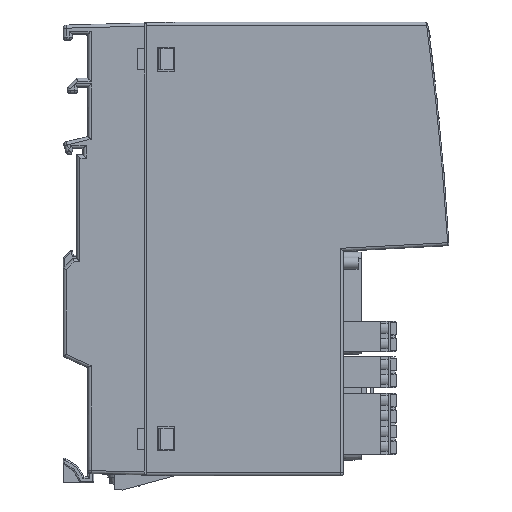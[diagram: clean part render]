
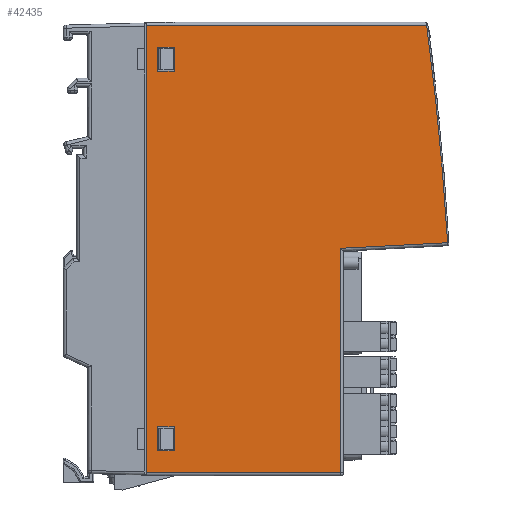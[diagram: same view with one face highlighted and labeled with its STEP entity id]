
A CAD part, left-side view. The second image highlights one B-rep face of the part: STEP entity #42435.
In plain terms, the highlighted planar face has unit normal (-1, 0, 0).
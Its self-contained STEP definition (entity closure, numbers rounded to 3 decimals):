
#26657=LINE('',#102678,#33261);
#26659=LINE('',#102686,#33263);
#26661=LINE('',#102696,#33265);
#26677=LINE('',#102754,#33281);
#27096=LINE('',#104313,#33703);
#27099=LINE('',#104319,#33706);
#27101=LINE('',#104323,#33708);
#27103=LINE('',#104327,#33710);
#27108=LINE('',#104338,#33715);
#27111=LINE('',#104344,#33718);
#27113=LINE('',#104348,#33720);
#27115=LINE('',#104352,#33722);
#28927=LINE('',#108703,#35534);
#33261=VECTOR('',#86274,1.);
#33263=VECTOR('',#86282,1.);
#33265=VECTOR('',#86294,1.);
#33281=VECTOR('',#86358,1.);
#33703=VECTOR('',#87374,1.);
#33706=VECTOR('',#87379,1.);
#33708=VECTOR('',#87383,1.);
#33710=VECTOR('',#87387,1.);
#33715=VECTOR('',#87396,1.);
#33718=VECTOR('',#87401,1.);
#33720=VECTOR('',#87405,1.);
#33722=VECTOR('',#87409,1.);
#35534=VECTOR('',#91201,1.);
#39846=PLANE('',#81630);
#42435=ADVANCED_FACE('NONE',(#43975,#43976,#43977),#39846,.T.);
#43975=FACE_BOUND('',#46040,.T.);
#43976=FACE_BOUND('',#46041,.T.);
#43977=FACE_BOUND('',#46042,.T.);
#46040=EDGE_LOOP('',(#55297,#55298,#55299,#55300,#55301,#55302));
#46041=EDGE_LOOP('',(#55303,#55304,#55305,#55306));
#46042=EDGE_LOOP('',(#55307,#55308,#55309,#55310));
#55297=ORIENTED_EDGE('',*,*,#70913,.T.);
#55298=ORIENTED_EDGE('',*,*,#70894,.T.);
#55299=ORIENTED_EDGE('',*,*,#70952,.T.);
#55300=ORIENTED_EDGE('',*,*,#73664,.F.);
#55301=ORIENTED_EDGE('',*,*,#70922,.T.);
#55302=ORIENTED_EDGE('',*,*,#70917,.T.);
#55303=ORIENTED_EDGE('',*,*,#71505,.F.);
#55304=ORIENTED_EDGE('',*,*,#71503,.F.);
#55305=ORIENTED_EDGE('',*,*,#71501,.F.);
#55306=ORIENTED_EDGE('',*,*,#71498,.F.);
#55307=ORIENTED_EDGE('',*,*,#71493,.F.);
#55308=ORIENTED_EDGE('',*,*,#71491,.F.);
#55309=ORIENTED_EDGE('',*,*,#71489,.F.);
#55310=ORIENTED_EDGE('',*,*,#71486,.F.);
#64153=VERTEX_POINT('',#102454);
#64155=VERTEX_POINT('',#102474);
#64169=VERTEX_POINT('',#102679);
#64170=VERTEX_POINT('',#102683);
#64175=VERTEX_POINT('',#102697);
#64192=VERTEX_POINT('',#102753);
#64531=VERTEX_POINT('',#104314);
#64532=VERTEX_POINT('',#104315);
#64533=VERTEX_POINT('',#104320);
#64534=VERTEX_POINT('',#104324);
#64539=VERTEX_POINT('',#104339);
#64540=VERTEX_POINT('',#104340);
#64541=VERTEX_POINT('',#104345);
#64542=VERTEX_POINT('',#104349);
#70894=EDGE_CURVE('NONE',#64155,#64153,#78272,.T.);
#70913=EDGE_CURVE('NONE',#64169,#64155,#26657,.T.);
#70917=EDGE_CURVE('NONE',#64170,#64169,#26659,.T.);
#70922=EDGE_CURVE('NONE',#64175,#64170,#26661,.T.);
#70952=EDGE_CURVE('NONE',#64153,#64192,#26677,.T.);
#71486=EDGE_CURVE('NONE',#64531,#64532,#27096,.T.);
#71489=EDGE_CURVE('NONE',#64532,#64533,#27099,.T.);
#71491=EDGE_CURVE('NONE',#64533,#64534,#27101,.T.);
#71493=EDGE_CURVE('NONE',#64534,#64531,#27103,.T.);
#71498=EDGE_CURVE('NONE',#64539,#64540,#27108,.T.);
#71501=EDGE_CURVE('NONE',#64540,#64541,#27111,.T.);
#71503=EDGE_CURVE('NONE',#64541,#64542,#27113,.T.);
#71505=EDGE_CURVE('NONE',#64542,#64539,#27115,.T.);
#73664=EDGE_CURVE('NONE',#64175,#64192,#28927,.T.);
#78272=CIRCLE('',#80132,999.6);
#80132=AXIS2_PLACEMENT_3D('',#102477,#86251,#86252);
#81630=AXIS2_PLACEMENT_3D('',#109299,#91766,#91767);
#86251=DIRECTION('',(-1.,0.,0.));
#86252=DIRECTION('',(0.,-1.,0.));
#86274=DIRECTION('',(0.,0.052,0.999));
#86282=DIRECTION('',(0.,1.,0.));
#86294=DIRECTION('',(0.,0.,1.));
#86358=DIRECTION('',(0.,0.,-1.));
#87374=DIRECTION('',(0.,-1.,0.));
#87379=DIRECTION('',(0.,0.,1.));
#87383=DIRECTION('',(0.,1.,0.));
#87387=DIRECTION('',(0.,0.,-1.));
#87396=DIRECTION('',(0.,0.,-1.));
#87401=DIRECTION('',(0.,-1.,0.));
#87405=DIRECTION('',(0.,0.,1.));
#87409=DIRECTION('',(0.,1.,0.));
#91201=DIRECTION('',(0.,1.,0.));
#91766=DIRECTION('',(-1.,0.,0.));
#91767=DIRECTION('',(0.,-1.,0.));
#102454=CARTESIAN_POINT('',(-30.,72.5,26.93));
#102474=CARTESIAN_POINT('',(-30.,2.057,33.715));
#102477=CARTESIAN_POINT('',(-30.,-58.5,-964.049));
#102678=CARTESIAN_POINT('',(-30.,0.29,-0.015));
#102679=CARTESIAN_POINT('',(-30.,0.238,-1.));
#102683=CARTESIAN_POINT('',(-30.,-72.5,-1.));
#102686=CARTESIAN_POINT('',(-30.,0.,-1.));
#102696=CARTESIAN_POINT('',(-30.,-72.5,0.));
#102697=CARTESIAN_POINT('',(-30.,-72.5,-63.849));
#102753=CARTESIAN_POINT('',(-30.,72.5,-63.849));
#102754=CARTESIAN_POINT('',(-30.,72.5,0.));
#104313=CARTESIAN_POINT('',(-30.,65.397,-60.295));
#104314=CARTESIAN_POINT('',(-30.,65.397,-60.295));
#104315=CARTESIAN_POINT('',(-30.,57.603,-60.295));
#104319=CARTESIAN_POINT('',(-30.,57.603,-60.295));
#104320=CARTESIAN_POINT('',(-30.,57.602,-54.801));
#104323=CARTESIAN_POINT('',(-30.,57.602,-54.801));
#104324=CARTESIAN_POINT('',(-30.,65.398,-54.801));
#104327=CARTESIAN_POINT('',(-30.,65.398,-54.801));
#104338=CARTESIAN_POINT('',(-30.,-57.602,-54.801));
#104339=CARTESIAN_POINT('',(-30.,-57.602,-54.801));
#104340=CARTESIAN_POINT('',(-30.,-57.603,-60.295));
#104344=CARTESIAN_POINT('',(-30.,-57.603,-60.295));
#104345=CARTESIAN_POINT('',(-30.,-65.397,-60.295));
#104348=CARTESIAN_POINT('',(-30.,-65.397,-60.295));
#104349=CARTESIAN_POINT('',(-30.,-65.398,-54.801));
#104352=CARTESIAN_POINT('',(-30.,-65.398,-54.801));
#108703=CARTESIAN_POINT('',(-30.,0.,-63.849));
#109299=CARTESIAN_POINT('',(-30.,0.,0.));
